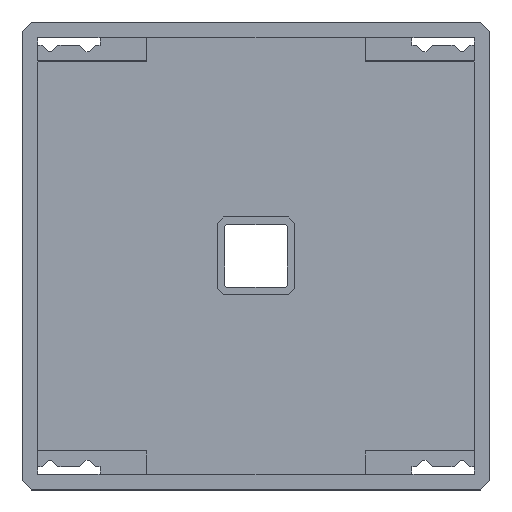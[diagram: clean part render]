
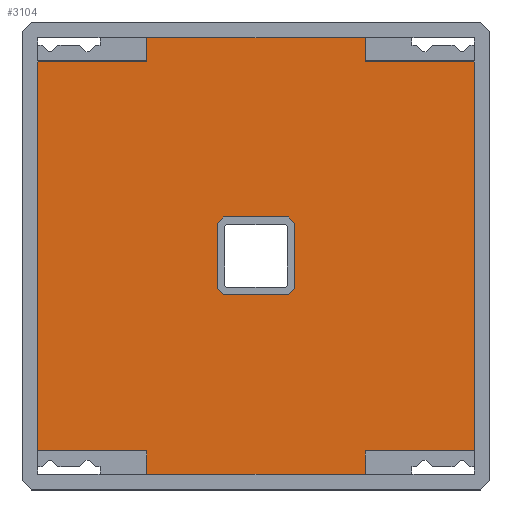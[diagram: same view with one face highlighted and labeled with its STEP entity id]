
A CAD part, top view. The second image highlights one B-rep face of the part: STEP entity #3104.
In plain terms, the highlighted planar face has unit normal (0, 0, 1).
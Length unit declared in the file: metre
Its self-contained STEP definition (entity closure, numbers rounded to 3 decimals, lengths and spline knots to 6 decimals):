
#130=LINE('',#4461,#558);
#146=LINE('',#4493,#574);
#157=LINE('',#4548,#585);
#158=LINE('',#4551,#586);
#159=LINE('',#4553,#587);
#160=LINE('',#4555,#588);
#161=LINE('',#4557,#589);
#162=LINE('',#4559,#590);
#163=LINE('',#4561,#591);
#164=LINE('',#4563,#592);
#165=LINE('',#4564,#593);
#166=LINE('',#4567,#594);
#167=LINE('',#4568,#595);
#168=LINE('',#4570,#596);
#169=LINE('',#4572,#597);
#170=LINE('',#4573,#598);
#171=LINE('',#4575,#599);
#172=LINE('',#4577,#600);
#173=LINE('',#4579,#601);
#174=LINE('',#4581,#602);
#558=VECTOR('',#3583,1.);
#574=VECTOR('',#3601,1.);
#585=VECTOR('',#3654,1.);
#586=VECTOR('',#3655,1.);
#587=VECTOR('',#3656,1.);
#588=VECTOR('',#3657,1.);
#589=VECTOR('',#3658,1.);
#590=VECTOR('',#3659,1.);
#591=VECTOR('',#3660,1.);
#592=VECTOR('',#3661,1.);
#593=VECTOR('',#3662,1.);
#594=VECTOR('',#3663,1.);
#595=VECTOR('',#3664,1.);
#596=VECTOR('',#3665,1.);
#597=VECTOR('',#3666,1.);
#598=VECTOR('',#3667,1.);
#599=VECTOR('',#3668,1.);
#600=VECTOR('',#3669,1.);
#601=VECTOR('',#3670,1.);
#602=VECTOR('',#3671,1.);
#1044=ORIENTED_EDGE('',*,*,#1917,.F.);
#1045=ORIENTED_EDGE('',*,*,#1918,.T.);
#1046=ORIENTED_EDGE('',*,*,#1919,.T.);
#1047=ORIENTED_EDGE('',*,*,#1920,.T.);
#1048=ORIENTED_EDGE('',*,*,#1921,.T.);
#1049=ORIENTED_EDGE('',*,*,#1922,.T.);
#1050=ORIENTED_EDGE('',*,*,#1923,.F.);
#1051=ORIENTED_EDGE('',*,*,#1924,.T.);
#1052=ORIENTED_EDGE('',*,*,#1925,.T.);
#1053=ORIENTED_EDGE('',*,*,#1926,.T.);
#1054=ORIENTED_EDGE('',*,*,#1878,.T.);
#1055=ORIENTED_EDGE('',*,*,#1927,.T.);
#1056=ORIENTED_EDGE('',*,*,#1928,.T.);
#1057=ORIENTED_EDGE('',*,*,#1929,.F.);
#1058=ORIENTED_EDGE('',*,*,#1894,.T.);
#1059=ORIENTED_EDGE('',*,*,#1930,.F.);
#1060=ORIENTED_EDGE('',*,*,#1931,.F.);
#1061=ORIENTED_EDGE('',*,*,#1932,.F.);
#1062=ORIENTED_EDGE('',*,*,#1933,.F.);
#1063=ORIENTED_EDGE('',*,*,#1934,.T.);
#1878=EDGE_CURVE('',#2312,#2313,#130,.T.);
#1894=EDGE_CURVE('',#2327,#2328,#146,.T.);
#1917=EDGE_CURVE('',#2350,#2351,#157,.T.);
#1918=EDGE_CURVE('',#2350,#2352,#158,.T.);
#1919=EDGE_CURVE('',#2352,#2353,#159,.T.);
#1920=EDGE_CURVE('',#2353,#2354,#160,.F.);
#1921=EDGE_CURVE('',#2354,#2355,#161,.T.);
#1922=EDGE_CURVE('',#2355,#2356,#162,.T.);
#1923=EDGE_CURVE('',#2357,#2356,#163,.T.);
#1924=EDGE_CURVE('',#2357,#2351,#164,.F.);
#1925=EDGE_CURVE('',#2358,#2359,#165,.T.);
#1926=EDGE_CURVE('',#2359,#2312,#166,.T.);
#1927=EDGE_CURVE('',#2313,#2360,#167,.T.);
#1928=EDGE_CURVE('',#2360,#2361,#168,.T.);
#1929=EDGE_CURVE('',#2327,#2361,#169,.T.);
#1930=EDGE_CURVE('',#2362,#2328,#170,.T.);
#1931=EDGE_CURVE('',#2363,#2362,#171,.T.);
#1932=EDGE_CURVE('',#2364,#2363,#172,.T.);
#1933=EDGE_CURVE('',#2365,#2364,#173,.T.);
#1934=EDGE_CURVE('',#2365,#2358,#174,.T.);
#2312=VERTEX_POINT('',#4462);
#2313=VERTEX_POINT('',#4463);
#2327=VERTEX_POINT('',#4494);
#2328=VERTEX_POINT('',#4495);
#2350=VERTEX_POINT('',#4549);
#2351=VERTEX_POINT('',#4550);
#2352=VERTEX_POINT('',#4552);
#2353=VERTEX_POINT('',#4554);
#2354=VERTEX_POINT('',#4556);
#2355=VERTEX_POINT('',#4558);
#2356=VERTEX_POINT('',#4560);
#2357=VERTEX_POINT('',#4562);
#2358=VERTEX_POINT('',#4565);
#2359=VERTEX_POINT('',#4566);
#2360=VERTEX_POINT('',#4569);
#2361=VERTEX_POINT('',#4571);
#2362=VERTEX_POINT('',#4574);
#2363=VERTEX_POINT('',#4576);
#2364=VERTEX_POINT('',#4578);
#2365=VERTEX_POINT('',#4580);
#2561=EDGE_LOOP('',(#1044,#1045,#1046,#1047,#1048,#1049,#1050,#1051));
#2562=EDGE_LOOP('',(#1052,#1053,#1054,#1055,#1056,#1057,#1058,#1059,#1060,
#1061,#1062,#1063));
#2765=FACE_BOUND('',#2561,.T.);
#2766=FACE_BOUND('',#2562,.T.);
#2940=PLANE('',#3297);
#3104=ADVANCED_FACE('',(#2765,#2766),#2940,.T.);
#3297=AXIS2_PLACEMENT_3D('',#4547,#3652,#3653);
#3583=DIRECTION('',(-1.,0.,0.));
#3601=DIRECTION('',(-1.,0.,0.));
#3652=DIRECTION('',(0.,0.,1.));
#3653=DIRECTION('',(1.,0.,0.));
#3654=DIRECTION('',(0.,1.,0.));
#3655=DIRECTION('',(-0.707,-0.707,0.));
#3656=DIRECTION('',(-1.,0.,0.));
#3657=DIRECTION('',(0.707,-0.707,0.));
#3658=DIRECTION('',(0.,1.,0.));
#3659=DIRECTION('',(0.707,0.707,0.));
#3660=DIRECTION('',(-1.,0.,0.));
#3661=DIRECTION('',(-0.707,0.707,0.));
#3662=DIRECTION('',(1.,0.,0.));
#3663=DIRECTION('',(0.,1.,0.));
#3664=DIRECTION('',(0.,1.,0.));
#3665=DIRECTION('',(-1.,0.,0.));
#3666=DIRECTION('',(0.,1.,0.));
#3667=DIRECTION('',(0.,1.,0.));
#3668=DIRECTION('',(-1.,0.,0.));
#3669=DIRECTION('',(0.,1.,0.));
#3670=DIRECTION('',(-1.,0.,0.));
#3671=DIRECTION('',(0.,1.,0.));
#4461=CARTESIAN_POINT('',(0.06,0.0625,0.));
#4462=CARTESIAN_POINT('',(0.07,0.0625,0.));
#4463=CARTESIAN_POINT('',(0.035,0.0625,0.));
#4493=CARTESIAN_POINT('',(-0.06,0.0625,0.));
#4494=CARTESIAN_POINT('',(-0.035,0.0625,0.));
#4495=CARTESIAN_POINT('',(-0.07,0.0625,0.));
#4547=CARTESIAN_POINT('',(0.,0.,0.));
#4548=CARTESIAN_POINT('',(0.0125,0.,0.));
#4549=CARTESIAN_POINT('',(0.0125,-0.0105,0.));
#4550=CARTESIAN_POINT('',(0.0125,0.0105,0.));
#4551=CARTESIAN_POINT('',(0.0125,-0.0105,0.));
#4552=CARTESIAN_POINT('',(0.0105,-0.0125,0.));
#4553=CARTESIAN_POINT('',(0.,-0.0125,0.));
#4554=CARTESIAN_POINT('',(-0.0105,-0.0125,0.));
#4555=CARTESIAN_POINT('',(-0.0105,-0.0125,0.));
#4556=CARTESIAN_POINT('',(-0.0125,-0.0105,0.));
#4557=CARTESIAN_POINT('',(-0.0125,0.,0.));
#4558=CARTESIAN_POINT('',(-0.0125,0.0105,0.));
#4559=CARTESIAN_POINT('',(-0.0125,0.0105,0.));
#4560=CARTESIAN_POINT('',(-0.0105,0.0125,0.));
#4561=CARTESIAN_POINT('',(0.,0.0125,0.));
#4562=CARTESIAN_POINT('',(0.0105,0.0125,0.));
#4563=CARTESIAN_POINT('',(0.0105,0.0125,0.));
#4564=CARTESIAN_POINT('',(0.06,-0.0625,0.));
#4565=CARTESIAN_POINT('',(0.035,-0.0625,0.));
#4566=CARTESIAN_POINT('',(0.07,-0.0625,0.));
#4567=CARTESIAN_POINT('',(0.07,0.0075,0.));
#4568=CARTESIAN_POINT('',(0.035,0.06625,0.));
#4569=CARTESIAN_POINT('',(0.035,0.07,0.));
#4570=CARTESIAN_POINT('',(-0.06,0.07,0.));
#4571=CARTESIAN_POINT('',(-0.035,0.07,0.));
#4572=CARTESIAN_POINT('',(-0.035,0.06625,0.));
#4573=CARTESIAN_POINT('',(-0.07,0.0075,0.));
#4574=CARTESIAN_POINT('',(-0.07,-0.0625,0.));
#4575=CARTESIAN_POINT('',(-0.06,-0.0625,0.));
#4576=CARTESIAN_POINT('',(-0.035,-0.0625,0.));
#4577=CARTESIAN_POINT('',(-0.035,-0.06625,0.));
#4578=CARTESIAN_POINT('',(-0.035,-0.07,0.));
#4579=CARTESIAN_POINT('',(0.06,-0.07,0.));
#4580=CARTESIAN_POINT('',(0.035,-0.07,0.));
#4581=CARTESIAN_POINT('',(0.035,-0.06625,0.));
